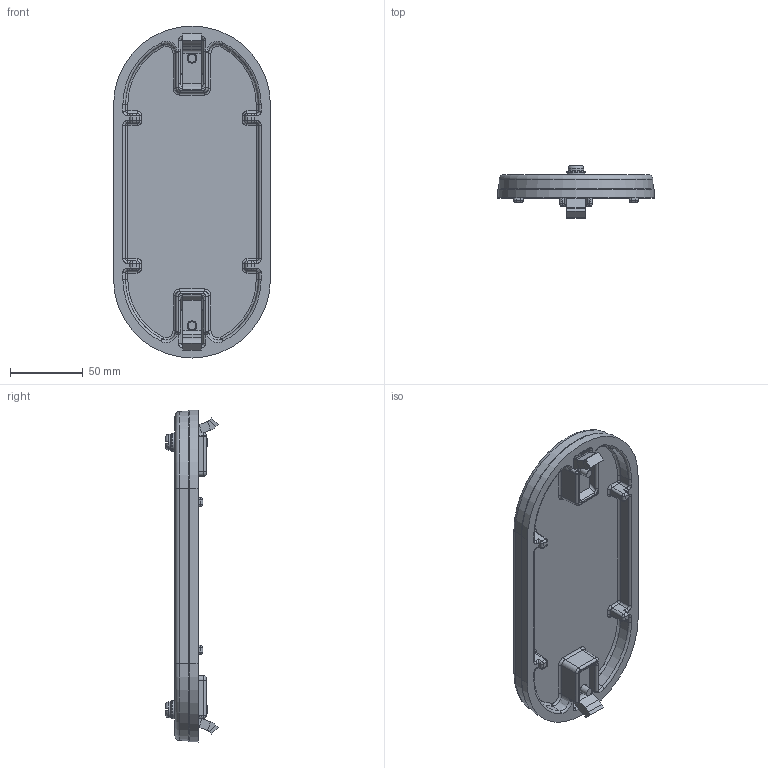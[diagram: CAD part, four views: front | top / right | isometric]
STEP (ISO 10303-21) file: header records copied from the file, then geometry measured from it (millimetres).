
FILE_DESCRIPTION(/* description */ (''),/* implementation_level */ '2;1');
FILE_NAME(/* name */ 'KIL_870CSA.stp',/* time_stamp */ '2019-10-29T14:23:33+06:00',/* author */ ('mashraf'),/* organization */ (''),/* preprocessor_version */ 'ST-DEVELOPER v16.13',/* originating_system */ 'Autodesk Inventor 2018',/* authorisation */ '');
FILE_SCHEMA (('AUTOMOTIVE_DESIGN { 1 0 10303 214 3 1 1 }'));
Length unit declared in the file: inch
Products named in the file (4): 870CSA; 17732; 18038; 18034
Assembly tree (5 placements, depth 2):
  870CSA
    17732
    18034  x2
    18038  x2
Bounding box: 107.95 x 36.12 x 228.6 mm (x, y, z)
Volume: 180910.3 mm3; surface area: 68352.5 mm2
Topology: 7 solids, 7 shells, 796 faces, 1997 edges, 1218 vertices
Faces by surface type: plane 403, bspline 161, cylinder 156, sphere 40, cone 18, torus 18
Full cylindrical faces by diameter (mm): 1.181 x1, 1.41 x1, 5.486 x2, 6.747 x2, 10.35 x1, 10.795 x2, 12.192 x2, 12.7 x3
Entity records: 25613 total; most frequent: CARTESIAN_POINT 8337, ORIENTED_EDGE 3704, DIRECTION 3229, EDGE_CURVE 1852, LINE 1169, VECTOR 1169, VERTEX_POINT 1163, AXIS2_PLACEMENT_3D 1030
